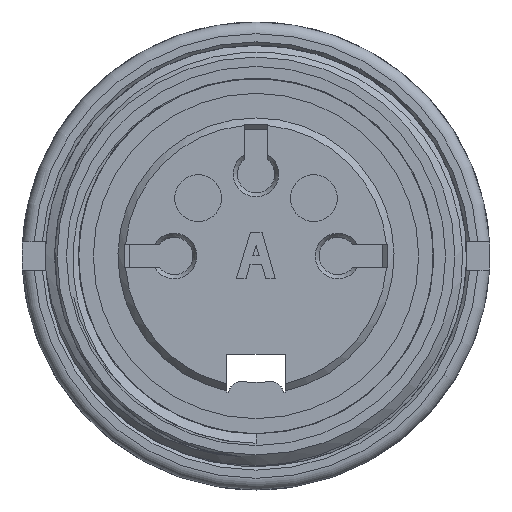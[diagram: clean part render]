
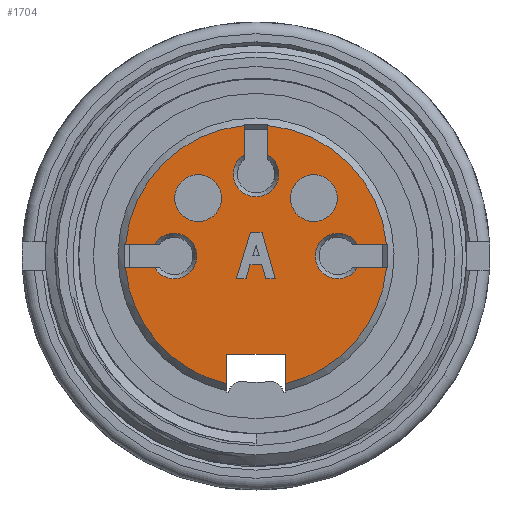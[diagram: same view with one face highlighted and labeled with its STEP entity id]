
A CAD part, front view. The second image highlights one B-rep face of the part: STEP entity #1704.
In plain terms, the highlighted planar face has unit normal (0, -1, 0).
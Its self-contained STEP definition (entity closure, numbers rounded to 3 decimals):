
#1704=ADVANCED_FACE('',(#2595,#2596,#2597,#2598),#1837,.F.);
#1837=PLANE('',#5574);
#1924=LINE('',#9756,#2236);
#1925=LINE('',#9758,#2237);
#1931=LINE('',#9778,#2243);
#2111=LINE('',#11396,#2423);
#2112=LINE('',#11399,#2424);
#2113=LINE('',#11401,#2425);
#2114=LINE('',#11403,#2426);
#2115=LINE('',#11405,#2427);
#2116=LINE('',#11407,#2428);
#2117=LINE('',#11409,#2429);
#2118=LINE('',#11411,#2430);
#2119=LINE('',#11414,#2431);
#2120=LINE('',#11418,#2432);
#2121=LINE('',#11422,#2433);
#2122=LINE('',#11426,#2434);
#2123=LINE('',#11430,#2435);
#2124=LINE('',#11434,#2436);
#2236=VECTOR('',#5852,1.);
#2237=VECTOR('',#5855,1.);
#2243=VECTOR('',#5863,1.);
#2423=VECTOR('',#6447,1.);
#2424=VECTOR('',#6448,1.);
#2425=VECTOR('',#6449,1.);
#2426=VECTOR('',#6450,1.);
#2427=VECTOR('',#6451,1.);
#2428=VECTOR('',#6452,1.);
#2429=VECTOR('',#6453,1.);
#2430=VECTOR('',#6454,1.);
#2431=VECTOR('',#6457,1.);
#2432=VECTOR('',#6460,1.);
#2433=VECTOR('',#6463,1.);
#2434=VECTOR('',#6466,1.);
#2435=VECTOR('',#6469,1.);
#2436=VECTOR('',#6472,1.);
#2595=FACE_BOUND('',#2856,.T.);
#2596=FACE_BOUND('',#2857,.T.);
#2597=FACE_BOUND('',#2858,.T.);
#2598=FACE_BOUND('',#2859,.T.);
#2856=EDGE_LOOP('',(#3906));
#2857=EDGE_LOOP('',(#3907,#3908,#3909,#3910,#3911,#3912,#3913,#3914));
#2858=EDGE_LOOP('',(#3915,#3916,#3917,#3918,#3919,#3920,#3921,#3922,#3923,
#3924,#3925,#3926,#3927,#3928,#3929,#3930));
#2859=EDGE_LOOP('',(#3931));
#3906=ORIENTED_EDGE('',*,*,#5040,.F.);
#3907=ORIENTED_EDGE('',*,*,#5041,.T.);
#3908=ORIENTED_EDGE('',*,*,#5042,.T.);
#3909=ORIENTED_EDGE('',*,*,#5043,.T.);
#3910=ORIENTED_EDGE('',*,*,#5044,.T.);
#3911=ORIENTED_EDGE('',*,*,#5045,.T.);
#3912=ORIENTED_EDGE('',*,*,#5046,.T.);
#3913=ORIENTED_EDGE('',*,*,#5047,.T.);
#3914=ORIENTED_EDGE('',*,*,#5048,.T.);
#3915=ORIENTED_EDGE('',*,*,#4710,.T.);
#3916=ORIENTED_EDGE('',*,*,#5049,.T.);
#3917=ORIENTED_EDGE('',*,*,#5050,.F.);
#3918=ORIENTED_EDGE('',*,*,#5051,.F.);
#3919=ORIENTED_EDGE('',*,*,#5052,.F.);
#3920=ORIENTED_EDGE('',*,*,#5053,.T.);
#3921=ORIENTED_EDGE('',*,*,#5054,.F.);
#3922=ORIENTED_EDGE('',*,*,#5055,.F.);
#3923=ORIENTED_EDGE('',*,*,#5056,.F.);
#3924=ORIENTED_EDGE('',*,*,#5057,.T.);
#3925=ORIENTED_EDGE('',*,*,#5058,.F.);
#3926=ORIENTED_EDGE('',*,*,#5059,.F.);
#3927=ORIENTED_EDGE('',*,*,#5060,.F.);
#3928=ORIENTED_EDGE('',*,*,#5061,.T.);
#3929=ORIENTED_EDGE('',*,*,#4702,.T.);
#3930=ORIENTED_EDGE('',*,*,#4701,.T.);
#3931=ORIENTED_EDGE('',*,*,#5062,.F.);
#4237=VERTEX_POINT('',#9751);
#4239=VERTEX_POINT('',#9755);
#4240=VERTEX_POINT('',#9759);
#4244=VERTEX_POINT('',#9777);
#4467=VERTEX_POINT('',#11395);
#4468=VERTEX_POINT('',#11397);
#4469=VERTEX_POINT('',#11398);
#4470=VERTEX_POINT('',#11400);
#4471=VERTEX_POINT('',#11402);
#4472=VERTEX_POINT('',#11404);
#4473=VERTEX_POINT('',#11406);
#4474=VERTEX_POINT('',#11408);
#4475=VERTEX_POINT('',#11410);
#4476=VERTEX_POINT('',#11413);
#4477=VERTEX_POINT('',#11415);
#4478=VERTEX_POINT('',#11417);
#4479=VERTEX_POINT('',#11419);
#4480=VERTEX_POINT('',#11421);
#4481=VERTEX_POINT('',#11423);
#4482=VERTEX_POINT('',#11425);
#4483=VERTEX_POINT('',#11427);
#4484=VERTEX_POINT('',#11429);
#4485=VERTEX_POINT('',#11431);
#4486=VERTEX_POINT('',#11433);
#4487=VERTEX_POINT('',#11435);
#4488=VERTEX_POINT('',#11438);
#4701=EDGE_CURVE('',#4237,#4239,#1924,.T.);
#4702=EDGE_CURVE('',#4240,#4237,#1925,.T.);
#4710=EDGE_CURVE('',#4239,#4244,#1931,.T.);
#5040=EDGE_CURVE('',#4467,#4467,#5258,.T.);
#5041=EDGE_CURVE('',#4468,#4469,#2111,.T.);
#5042=EDGE_CURVE('',#4469,#4470,#2112,.T.);
#5043=EDGE_CURVE('',#4470,#4471,#2113,.T.);
#5044=EDGE_CURVE('',#4471,#4472,#2114,.T.);
#5045=EDGE_CURVE('',#4472,#4473,#2115,.T.);
#5046=EDGE_CURVE('',#4473,#4474,#2116,.T.);
#5047=EDGE_CURVE('',#4474,#4475,#2117,.T.);
#5048=EDGE_CURVE('',#4475,#4468,#2118,.T.);
#5049=EDGE_CURVE('',#4244,#4476,#5259,.T.);
#5050=EDGE_CURVE('',#4477,#4476,#2119,.T.);
#5051=EDGE_CURVE('',#4478,#4477,#5260,.T.);
#5052=EDGE_CURVE('',#4479,#4478,#2120,.T.);
#5053=EDGE_CURVE('',#4479,#4480,#5261,.T.);
#5054=EDGE_CURVE('',#4481,#4480,#2121,.T.);
#5055=EDGE_CURVE('',#4482,#4481,#5262,.T.);
#5056=EDGE_CURVE('',#4483,#4482,#2122,.T.);
#5057=EDGE_CURVE('',#4483,#4484,#5263,.T.);
#5058=EDGE_CURVE('',#4485,#4484,#2123,.T.);
#5059=EDGE_CURVE('',#4486,#4485,#5264,.T.);
#5060=EDGE_CURVE('',#4487,#4486,#2124,.T.);
#5061=EDGE_CURVE('',#4487,#4240,#5265,.T.);
#5062=EDGE_CURVE('',#4488,#4488,#5266,.T.);
#5258=CIRCLE('',#5565,1.);
#5259=CIRCLE('',#5566,5.6);
#5260=CIRCLE('',#5567,0.973);
#5261=CIRCLE('',#5568,5.6);
#5262=CIRCLE('',#5569,0.973);
#5263=CIRCLE('',#5570,5.6);
#5264=CIRCLE('',#5571,0.973);
#5265=CIRCLE('',#5572,5.6);
#5266=CIRCLE('',#5573,1.);
#5565=AXIS2_PLACEMENT_3D('',#11394,#6445,#6446);
#5566=AXIS2_PLACEMENT_3D('',#11412,#6455,#6456);
#5567=AXIS2_PLACEMENT_3D('',#11416,#6458,#6459);
#5568=AXIS2_PLACEMENT_3D('',#11420,#6461,#6462);
#5569=AXIS2_PLACEMENT_3D('',#11424,#6464,#6465);
#5570=AXIS2_PLACEMENT_3D('',#11428,#6467,#6468);
#5571=AXIS2_PLACEMENT_3D('',#11432,#6470,#6471);
#5572=AXIS2_PLACEMENT_3D('',#11436,#6473,#6474);
#5573=AXIS2_PLACEMENT_3D('',#11437,#6475,#6476);
#5574=AXIS2_PLACEMENT_3D('',#11439,#6477,#6478);
#5852=DIRECTION('',(1.,0.,0.));
#5855=DIRECTION('',(0.,0.,1.));
#5863=DIRECTION('',(0.,0.,-1.));
#6445=DIRECTION('',(0.,-1.,0.));
#6446=DIRECTION('',(-1.,0.,0.));
#6447=DIRECTION('',(1.,0.,0.));
#6448=DIRECTION('',(0.27,0.,-0.963));
#6449=DIRECTION('',(-1.,0.,0.));
#6450=DIRECTION('',(-0.287,0.,0.958));
#6451=DIRECTION('',(-1.,0.,0.));
#6452=DIRECTION('',(-0.258,0.,-0.966));
#6453=DIRECTION('',(-1.,0.,0.));
#6454=DIRECTION('',(0.287,0.,0.958));
#6455=DIRECTION('',(0.,-1.,0.));
#6456=DIRECTION('',(-1.,0.,0.));
#6457=DIRECTION('',(1.,0.,0.));
#6458=DIRECTION('',(0.,-1.,0.));
#6459=DIRECTION('',(0.858,0.,0.514));
#6460=DIRECTION('',(-1.,0.,0.));
#6461=DIRECTION('',(0.,-1.,0.));
#6462=DIRECTION('',(-1.,0.,0.));
#6463=DIRECTION('',(0.,0.,1.));
#6464=DIRECTION('',(0.,-1.,0.));
#6465=DIRECTION('',(-0.514,0.,0.858));
#6466=DIRECTION('',(0.,0.,-1.));
#6467=DIRECTION('',(0.,-1.,0.));
#6468=DIRECTION('',(-1.,0.,0.));
#6469=DIRECTION('',(-1.,0.,0.));
#6470=DIRECTION('',(0.,-1.,0.));
#6471=DIRECTION('',(-0.858,0.,-0.514));
#6472=DIRECTION('',(1.,0.,0.));
#6473=DIRECTION('',(0.,-1.,0.));
#6474=DIRECTION('',(-1.,0.,0.));
#6475=DIRECTION('',(0.,-1.,0.));
#6476=DIRECTION('',(-1.,0.,0.));
#6477=DIRECTION('',(0.,1.,0.));
#6478=DIRECTION('',(-1.,0.,0.));
#9751=CARTESIAN_POINT('',(-1.25,-0.35,-4.2));
#9755=CARTESIAN_POINT('',(1.25,-0.35,-4.2));
#9756=CARTESIAN_POINT('',(1.25,-0.35,-4.2));
#9758=CARTESIAN_POINT('',(-1.25,-0.35,-4.2));
#9759=CARTESIAN_POINT('',(-1.25,-0.35,-5.459));
#9777=CARTESIAN_POINT('',(1.25,-0.35,-5.459));
#9778=CARTESIAN_POINT('',(1.25,-0.35,-6.379));
#11394=CARTESIAN_POINT('',(-2.475,-0.35,2.475));
#11395=CARTESIAN_POINT('',(-3.475,-0.35,2.475));
#11396=CARTESIAN_POINT('',(-0.24,-0.35,1.02));
#11397=CARTESIAN_POINT('',(-0.24,-0.35,1.02));
#11398=CARTESIAN_POINT('',(0.26,-0.35,1.02));
#11399=CARTESIAN_POINT('',(0.26,-0.35,1.02));
#11400=CARTESIAN_POINT('',(0.82,-0.35,-0.98));
#11401=CARTESIAN_POINT('',(0.82,-0.35,-0.98));
#11402=CARTESIAN_POINT('',(0.42,-0.35,-0.98));
#11403=CARTESIAN_POINT('',(0.42,-0.35,-0.98));
#11404=CARTESIAN_POINT('',(0.24,-0.35,-0.38));
#11405=CARTESIAN_POINT('',(0.24,-0.35,-0.38));
#11406=CARTESIAN_POINT('',(-0.26,-0.35,-0.38));
#11407=CARTESIAN_POINT('',(-0.26,-0.35,-0.38));
#11408=CARTESIAN_POINT('',(-0.42,-0.35,-0.98));
#11409=CARTESIAN_POINT('',(-0.42,-0.35,-0.98));
#11410=CARTESIAN_POINT('',(-0.84,-0.35,-0.98));
#11411=CARTESIAN_POINT('',(-0.84,-0.35,-0.98));
#11412=CARTESIAN_POINT('',(0.,-0.35,0.));
#11413=CARTESIAN_POINT('',(5.578,-0.35,-0.5));
#11414=CARTESIAN_POINT('',(4.335,-0.35,-0.5));
#11415=CARTESIAN_POINT('',(4.335,-0.35,-0.5));
#11416=CARTESIAN_POINT('',(3.5,-0.35,0.));
#11417=CARTESIAN_POINT('',(4.335,-0.35,0.5));
#11418=CARTESIAN_POINT('',(5.7,-0.35,0.5));
#11419=CARTESIAN_POINT('',(5.578,-0.35,0.5));
#11420=CARTESIAN_POINT('',(0.,-0.35,0.));
#11421=CARTESIAN_POINT('',(0.5,-0.35,5.578));
#11422=CARTESIAN_POINT('',(0.5,-0.35,4.335));
#11423=CARTESIAN_POINT('',(0.5,-0.35,4.335));
#11424=CARTESIAN_POINT('',(0.,-0.35,3.5));
#11425=CARTESIAN_POINT('',(-0.5,-0.35,4.335));
#11426=CARTESIAN_POINT('',(-0.5,-0.35,5.7));
#11427=CARTESIAN_POINT('',(-0.5,-0.35,5.578));
#11428=CARTESIAN_POINT('',(0.,-0.35,0.));
#11429=CARTESIAN_POINT('',(-5.578,-0.35,0.5));
#11430=CARTESIAN_POINT('',(-4.335,-0.35,0.5));
#11431=CARTESIAN_POINT('',(-4.335,-0.35,0.5));
#11432=CARTESIAN_POINT('',(-3.5,-0.35,0.));
#11433=CARTESIAN_POINT('',(-4.335,-0.35,-0.5));
#11434=CARTESIAN_POINT('',(-5.7,-0.35,-0.5));
#11435=CARTESIAN_POINT('',(-5.578,-0.35,-0.5));
#11436=CARTESIAN_POINT('',(0.,-0.35,0.));
#11437=CARTESIAN_POINT('',(2.475,-0.35,2.475));
#11438=CARTESIAN_POINT('',(1.475,-0.35,2.475));
#11439=CARTESIAN_POINT('',(-5.9,-0.35,0.));
